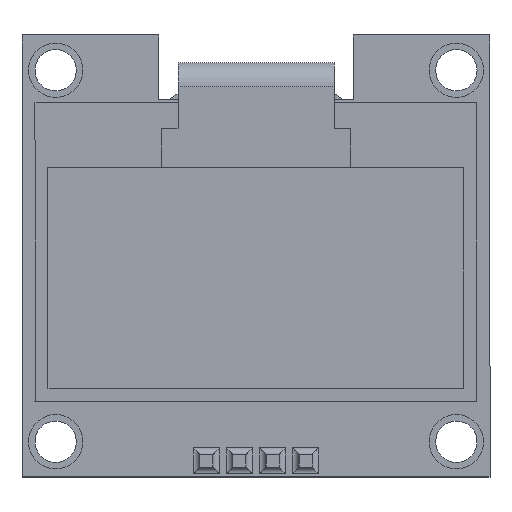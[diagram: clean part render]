
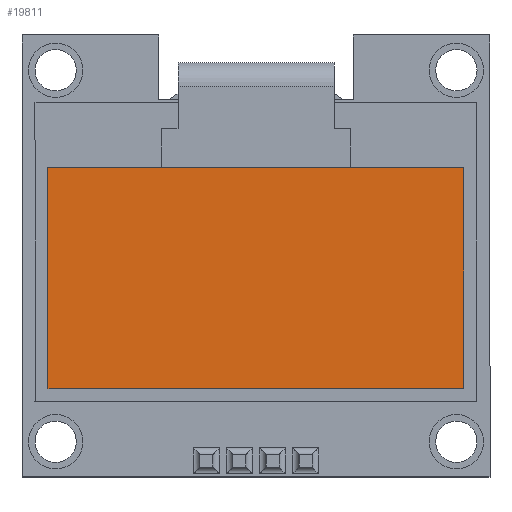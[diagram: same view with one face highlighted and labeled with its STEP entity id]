
A CAD part, top view. The second image highlights one B-rep face of the part: STEP entity #19811.
In plain terms, the highlighted planar face has unit normal (0, 0, 1).
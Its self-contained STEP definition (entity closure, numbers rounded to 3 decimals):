
#301 = DIRECTION ( 'NONE',  ( 0., -1., 0. ) ) ;
#946 = DIRECTION ( 'NONE',  ( 0., 1., 0. ) ) ;
#1456 = CARTESIAN_POINT ( 'NONE',  ( 16., 6.8, 3.6 ) ) ;
#3195 = ORIENTED_EDGE ( 'NONE', *, *, #3793, .T. ) ;
#3683 = CARTESIAN_POINT ( 'NONE',  ( 16., -10.2, 3.6 ) ) ;
#3793 = EDGE_CURVE ( 'NONE', #23144, #29731, #19285, .T. ) ;
#8079 = CARTESIAN_POINT ( 'NONE',  ( -16., -10.2, 3.6 ) ) ;
#11749 = ORIENTED_EDGE ( 'NONE', *, *, #32849, .T. ) ;
#12119 = LINE ( 'NONE', #3683, #26796 ) ;
#12551 = CARTESIAN_POINT ( 'NONE',  ( 16., 6.8, 3.6 ) ) ;
#12560 = EDGE_CURVE ( 'NONE', #29731, #24368, #12119, .T. ) ;
#13588 = VECTOR ( 'NONE', #33231, 1000. ) ;
#13621 = FACE_OUTER_BOUND ( 'NONE', #25557, .T. ) ;
#14605 = LINE ( 'NONE', #1456, #13588 ) ;
#17201 = CARTESIAN_POINT ( 'NONE',  ( -16., 6.8, 3.6 ) ) ;
#17978 = ORIENTED_EDGE ( 'NONE', *, *, #12560, .T. ) ;
#18183 = CARTESIAN_POINT ( 'NONE',  ( 16., -10.2, 3.6 ) ) ;
#19285 = LINE ( 'NONE', #8079, #30719 ) ;
#19811 = ADVANCED_FACE ( 'NONE', ( #13621 ), #24194, .T. ) ;
#19929 = AXIS2_PLACEMENT_3D ( 'NONE', #28300, #25353, #25179 ) ;
#22582 = CARTESIAN_POINT ( 'NONE',  ( 16., -10.2, 3.6 ) ) ;
#22696 = DIRECTION ( 'NONE',  ( 1., 0., 0. ) ) ;
#23144 = VERTEX_POINT ( 'NONE', #17201 ) ;
#24194 = PLANE ( 'NONE',  #19929 ) ;
#24368 = VERTEX_POINT ( 'NONE', #18183 ) ;
#25028 = EDGE_CURVE ( 'NONE', #30409, #23144, #14605, .T. ) ;
#25156 = LINE ( 'NONE', #22582, #30554 ) ;
#25179 = DIRECTION ( 'NONE',  ( 1., 0., 0. ) ) ;
#25353 = DIRECTION ( 'NONE',  ( 0., 0., 1. ) ) ;
#25557 = EDGE_LOOP ( 'NONE', ( #11749, #29681, #3195, #17978 ) ) ;
#26796 = VECTOR ( 'NONE', #22696, 1000. ) ;
#28300 = CARTESIAN_POINT ( 'NONE',  ( 0., 0., 3.6 ) ) ;
#29681 = ORIENTED_EDGE ( 'NONE', *, *, #25028, .T. ) ;
#29731 = VERTEX_POINT ( 'NONE', #33327 ) ;
#30409 = VERTEX_POINT ( 'NONE', #12551 ) ;
#30554 = VECTOR ( 'NONE', #946, 1000. ) ;
#30719 = VECTOR ( 'NONE', #301, 1000. ) ;
#32849 = EDGE_CURVE ( 'NONE', #24368, #30409, #25156, .T. ) ;
#33231 = DIRECTION ( 'NONE',  ( -1., 0., 0. ) ) ;
#33327 = CARTESIAN_POINT ( 'NONE',  ( -16., -10.2, 3.6 ) ) ;
